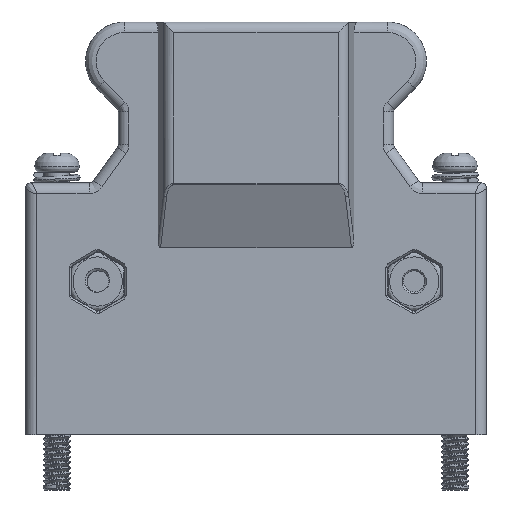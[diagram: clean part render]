
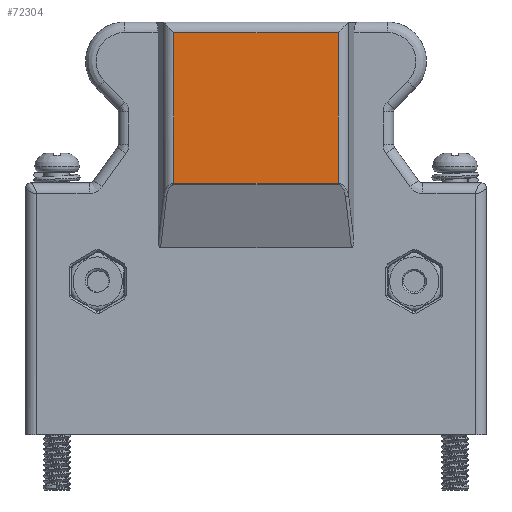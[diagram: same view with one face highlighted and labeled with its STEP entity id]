
A CAD part, front view. The second image highlights one B-rep face of the part: STEP entity #72304.
In plain terms, the highlighted planar face has unit normal (0, -1, 0).
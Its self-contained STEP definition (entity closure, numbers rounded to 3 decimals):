
#72265=CARTESIAN_POINT('',(1.4,-9.,-6.65));
#72266=DIRECTION('',(1.,0.,0.));
#72267=DIRECTION('',(0.,-1.,0.));
#72268=AXIS2_PLACEMENT_3D('',#72265,#72267,#72266);
#72269=PLANE('',#72268);
#72270=CARTESIAN_POINT('',(7.773,-9.,-11.237));
#72271=VERTEX_POINT('',#72270);
#72272=CARTESIAN_POINT('',(7.773,-9.,3.));
#72273=VERTEX_POINT('',#72272);
#72274=CARTESIAN_POINT('',(7.773,-9.,-11.237));
#72275=DIRECTION('',(0.,0.,1.));
#72276=VECTOR('',#72275,14.237);
#72277=LINE('',#72274,#72276);
#72278=EDGE_CURVE('',#72271,#72273,#72277,.T.);
#72279=ORIENTED_EDGE('',*,*,#72278,.T.);
#72280=CARTESIAN_POINT('',(-7.773,-9.,3.));
#72281=VERTEX_POINT('',#72280);
#72282=CARTESIAN_POINT('',(7.773,-9.,3.));
#72283=DIRECTION('',(-1.,0.,0.));
#72284=VECTOR('',#72283,15.545);
#72285=LINE('',#72282,#72284);
#72286=EDGE_CURVE('',#72273,#72281,#72285,.T.);
#72287=ORIENTED_EDGE('',*,*,#72286,.T.);
#72288=CARTESIAN_POINT('',(-7.773,-9.,-11.237));
#72289=VERTEX_POINT('',#72288);
#72290=CARTESIAN_POINT('',(-7.773,-9.,3.));
#72291=DIRECTION('',(0.,0.,-1.));
#72292=VECTOR('',#72291,14.237);
#72293=LINE('',#72290,#72292);
#72294=EDGE_CURVE('',#72281,#72289,#72293,.T.);
#72295=ORIENTED_EDGE('',*,*,#72294,.T.);
#72296=CARTESIAN_POINT('',(-7.773,-9.,-11.237));
#72297=DIRECTION('',(1.,0.,0.));
#72298=VECTOR('',#72297,15.545);
#72299=LINE('',#72296,#72298);
#72300=EDGE_CURVE('',#72289,#72271,#72299,.T.);
#72301=ORIENTED_EDGE('',*,*,#72300,.T.);
#72302=EDGE_LOOP('',(#72279,#72287,#72295,#72301));
#72303=FACE_OUTER_BOUND('',#72302,.T.);
#72304=ADVANCED_FACE('',(#72303),#72269,.T.);
